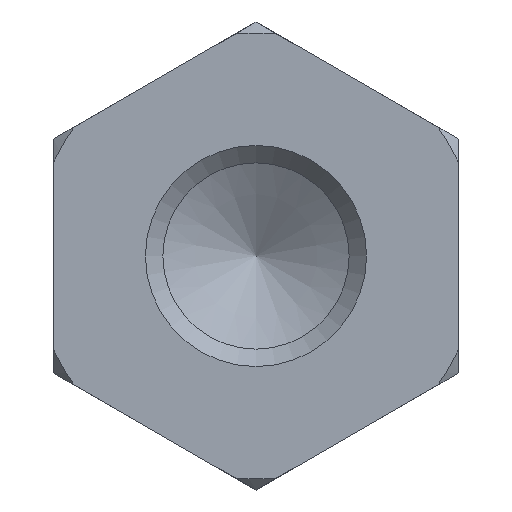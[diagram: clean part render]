
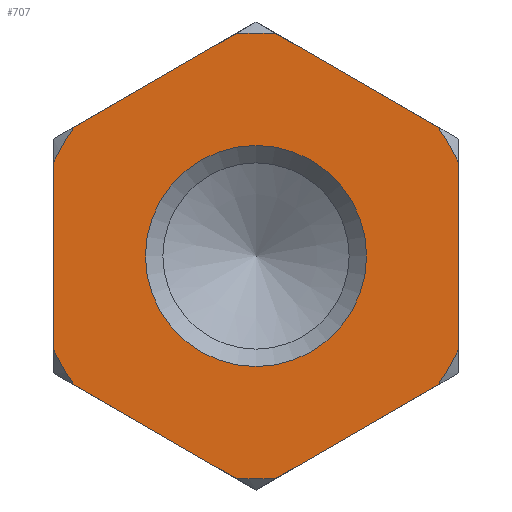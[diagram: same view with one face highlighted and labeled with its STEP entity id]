
A CAD part, front view. The second image highlights one B-rep face of the part: STEP entity #707.
In plain terms, the highlighted planar face has unit normal (0, -1, 0).
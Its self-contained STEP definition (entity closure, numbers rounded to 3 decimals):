
#707 = ADVANCED_FACE( '', ( #1530, #1531 ), #1532, .F. );
#1530 = FACE_BOUND( '', #2463, .T. );
#1531 = FACE_OUTER_BOUND( '', #2464, .T. );
#1532 = PLANE( '', #2465 );
#2463 = EDGE_LOOP( '', ( #4615 ) );
#2464 = EDGE_LOOP( '', ( #4616, #4617, #4618, #4619, #4620, #4621, #4622, #4623, #4624, #4625, #4626, #4627 ) );
#2465 = AXIS2_PLACEMENT_3D( '', #4628, #4629, #4630 );
#4615 = ORIENTED_EDGE( '', *, *, #5627, .F. );
#4616 = ORIENTED_EDGE( '', *, *, #6518, .F. );
#4617 = ORIENTED_EDGE( '', *, *, #6429, .T. );
#4618 = ORIENTED_EDGE( '', *, *, #6519, .F. );
#4619 = ORIENTED_EDGE( '', *, *, #6382, .T. );
#4620 = ORIENTED_EDGE( '', *, *, #6520, .F. );
#4621 = ORIENTED_EDGE( '', *, *, #6041, .T. );
#4622 = ORIENTED_EDGE( '', *, *, #6009, .F. );
#4623 = ORIENTED_EDGE( '', *, *, #6521, .T. );
#4624 = ORIENTED_EDGE( '', *, *, #6522, .F. );
#4625 = ORIENTED_EDGE( '', *, *, #6406, .T. );
#4626 = ORIENTED_EDGE( '', *, *, #6512, .F. );
#4627 = ORIENTED_EDGE( '', *, *, #6523, .T. );
#4628 = CARTESIAN_POINT( '', ( 12.1, 0., 0. ) );
#4629 = DIRECTION( '', ( 0., 1., 0. ) );
#4630 = DIRECTION( '', ( 0., 0., 1. ) );
#5627 = EDGE_CURVE( '', #6723, #6723, #6724, .T. );
#6009 = EDGE_CURVE( '', #7372, #7374, #7375, .T. );
#6041 = EDGE_CURVE( '', #7421, #7374, #7423, .T. );
#6382 = EDGE_CURVE( '', #7912, #7914, #7916, .T. );
#6406 = EDGE_CURVE( '', #7945, #7947, #7949, .T. );
#6429 = EDGE_CURVE( '', #7976, #7978, #7980, .T. );
#6512 = EDGE_CURVE( '', #8076, #7947, #8078, .T. );
#6518 = EDGE_CURVE( '', #7976, #8086, #8087, .T. );
#6519 = EDGE_CURVE( '', #7912, #7978, #8088, .T. );
#6520 = EDGE_CURVE( '', #7421, #7914, #8089, .T. );
#6521 = EDGE_CURVE( '', #7372, #8090, #8091, .T. );
#6522 = EDGE_CURVE( '', #7945, #8090, #8092, .T. );
#6523 = EDGE_CURVE( '', #8076, #8086, #8093, .T. );
#6723 = VERTEX_POINT( '', #8305 );
#6724 = CIRCLE( '', #8306, 6. );
#7372 = VERTEX_POINT( '', #9235 );
#7374 = VERTEX_POINT( '', #9240 );
#7375 = LINE( '', #9241, #9242 );
#7421 = VERTEX_POINT( '', #9314 );
#7423 = CIRCLE( '', #9319, 12.1 );
#7912 = VERTEX_POINT( '', #10008 );
#7914 = VERTEX_POINT( '', #10013 );
#7916 = CIRCLE( '', #10018, 12.1 );
#7945 = VERTEX_POINT( '', #10059 );
#7947 = VERTEX_POINT( '', #10064 );
#7949 = CIRCLE( '', #10069, 12.1 );
#7976 = VERTEX_POINT( '', #10106 );
#7978 = VERTEX_POINT( '', #10111 );
#7980 = CIRCLE( '', #10116, 12.1 );
#8076 = VERTEX_POINT( '', #10265 );
#8078 = LINE( '', #10270, #10271 );
#8086 = VERTEX_POINT( '', #10287 );
#8087 = LINE( '', #10288, #10289 );
#8088 = LINE( '', #10290, #10291 );
#8089 = LINE( '', #10292, #10293 );
#8090 = VERTEX_POINT( '', #10294 );
#8091 = CIRCLE( '', #10295, 12.1 );
#8092 = LINE( '', #10296, #10297 );
#8093 = CIRCLE( '', #10298, 12.1 );
#8305 = CARTESIAN_POINT( '', ( 0., 0., -6. ) );
#8306 = AXIS2_PLACEMENT_3D( '', #10603, #10604, #10605 );
#9235 = CARTESIAN_POINT( '', ( 11., 0., 5.041 ) );
#9240 = CARTESIAN_POINT( '', ( 11., 0., -5.041 ) );
#9241 = CARTESIAN_POINT( '', ( 11., 0., 0. ) );
#9242 = VECTOR( '', #10969, 1000. );
#9314 = CARTESIAN_POINT( '', ( 9.865, 0., -7.006 ) );
#9319 = AXIS2_PLACEMENT_3D( '', #11000, #11001, #11002 );
#10008 = CARTESIAN_POINT( '', ( -1.135, 0., -12.047 ) );
#10013 = CARTESIAN_POINT( '', ( 1.135, 0., -12.047 ) );
#10018 = AXIS2_PLACEMENT_3D( '', #11446, #11447, #11448 );
#10059 = CARTESIAN_POINT( '', ( 1.135, 0., 12.047 ) );
#10064 = CARTESIAN_POINT( '', ( -1.135, 0., 12.047 ) );
#10069 = AXIS2_PLACEMENT_3D( '', #11461, #11462, #11463 );
#10106 = CARTESIAN_POINT( '', ( -11., 0., -5.041 ) );
#10111 = CARTESIAN_POINT( '', ( -9.865, 0., -7.006 ) );
#10116 = AXIS2_PLACEMENT_3D( '', #11474, #11475, #11476 );
#10265 = CARTESIAN_POINT( '', ( -9.865, 0., 7.006 ) );
#10270 = CARTESIAN_POINT( '', ( 3.575, 0., 14.766 ) );
#10271 = VECTOR( '', #11530, 1000. );
#10287 = CARTESIAN_POINT( '', ( -11., 0., 5.041 ) );
#10288 = CARTESIAN_POINT( '', ( -11., 0., 0. ) );
#10289 = VECTOR( '', #11533, 1000. );
#10290 = CARTESIAN_POINT( '', ( 3.575, 0., -14.766 ) );
#10291 = VECTOR( '', #11534, 1000. );
#10292 = CARTESIAN_POINT( '', ( 14.575, 0., -4.287 ) );
#10293 = VECTOR( '', #11535, 1000. );
#10294 = CARTESIAN_POINT( '', ( 9.865, 0., 7.006 ) );
#10295 = AXIS2_PLACEMENT_3D( '', #11536, #11537, #11538 );
#10296 = CARTESIAN_POINT( '', ( 14.575, 0., 4.287 ) );
#10297 = VECTOR( '', #11539, 1000. );
#10298 = AXIS2_PLACEMENT_3D( '', #11540, #11541, #11542 );
#10603 = CARTESIAN_POINT( '', ( 0., 0., 0. ) );
#10604 = DIRECTION( '', ( 0., -1., 0. ) );
#10605 = DIRECTION( '', ( 0., 0., -1. ) );
#10969 = DIRECTION( '', ( 0., 0., -1. ) );
#11000 = CARTESIAN_POINT( '', ( 0., 0., 0. ) );
#11001 = DIRECTION( '', ( 0., -1., 0. ) );
#11002 = DIRECTION( '', ( 0., 0., -1. ) );
#11446 = CARTESIAN_POINT( '', ( 0., 0., 0. ) );
#11447 = DIRECTION( '', ( 0., -1., 0. ) );
#11448 = DIRECTION( '', ( 0., 0., -1. ) );
#11461 = CARTESIAN_POINT( '', ( 0., 0., 0. ) );
#11462 = DIRECTION( '', ( 0., -1., 0. ) );
#11463 = DIRECTION( '', ( 0., 0., -1. ) );
#11474 = CARTESIAN_POINT( '', ( 0., 0., 0. ) );
#11475 = DIRECTION( '', ( 0., -1., 0. ) );
#11476 = DIRECTION( '', ( 0., 0., -1. ) );
#11530 = DIRECTION( '', ( 0.866, 0., 0.5 ) );
#11533 = DIRECTION( '', ( 0., 0., 1. ) );
#11534 = DIRECTION( '', ( -0.866, 0., 0.5 ) );
#11535 = DIRECTION( '', ( -0.866, 0., -0.5 ) );
#11536 = CARTESIAN_POINT( '', ( 0., 0., 0. ) );
#11537 = DIRECTION( '', ( 0., -1., 0. ) );
#11538 = DIRECTION( '', ( 0., 0., -1. ) );
#11539 = DIRECTION( '', ( 0.866, 0., -0.5 ) );
#11540 = CARTESIAN_POINT( '', ( 0., 0., 0. ) );
#11541 = DIRECTION( '', ( 0., -1., 0. ) );
#11542 = DIRECTION( '', ( 0., 0., -1. ) );
